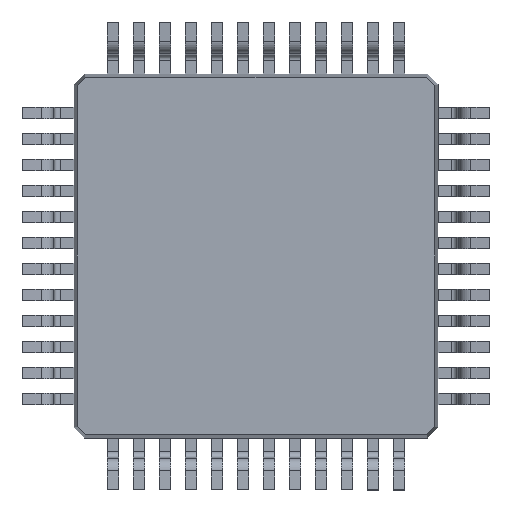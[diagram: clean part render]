
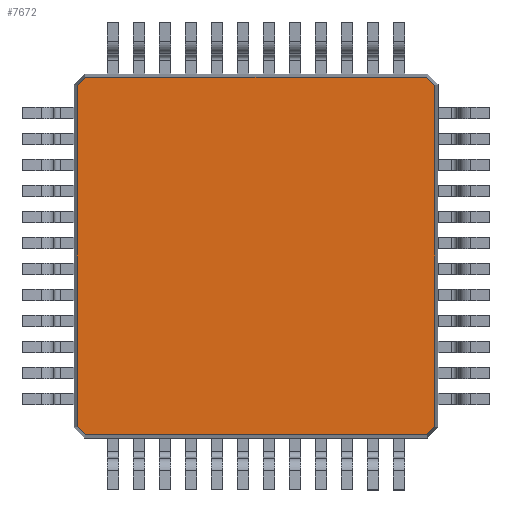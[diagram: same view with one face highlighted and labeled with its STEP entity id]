
A CAD part, front view. The second image highlights one B-rep face of the part: STEP entity #7672.
In plain terms, the highlighted planar face has unit normal (0, -1, 0).
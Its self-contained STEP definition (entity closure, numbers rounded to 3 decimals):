
#309 = ORIENTED_EDGE ( 'NONE', *, *, #14739, .T. ) ;
#478 = CARTESIAN_POINT ( 'NONE',  ( 3.442, -0.732, -3.3 ) ) ;
#742 = LINE ( 'NONE', #17236, #7850 ) ;
#993 = VECTOR ( 'NONE', #4328, 1000. ) ;
#1484 = LINE ( 'NONE', #3796, #16480 ) ;
#1826 = EDGE_CURVE ( 'NONE', #16286, #6364, #15454, .T. ) ;
#2168 = AXIS2_PLACEMENT_3D ( 'NONE', #2445, #3901, #17355 ) ;
#2308 = LINE ( 'NONE', #4225, #7080 ) ;
#2445 = CARTESIAN_POINT ( 'NONE',  ( 0., -0.732, 0. ) ) ;
#2472 = EDGE_CURVE ( 'NONE', #6865, #16334, #1484, .T. ) ;
#3203 = VERTEX_POINT ( 'NONE', #15566 ) ;
#3796 = CARTESIAN_POINT ( 'NONE',  ( 3.259, -0.732, -3.459 ) ) ;
#3850 = DIRECTION ( 'NONE',  ( 0.707, 0., -0.707 ) ) ;
#3901 = DIRECTION ( 'NONE',  ( 0., -1., 0. ) ) ;
#3960 = VERTEX_POINT ( 'NONE', #11626 ) ;
#3993 = EDGE_CURVE ( 'NONE', #3960, #16286, #13016, .T. ) ;
#4225 = CARTESIAN_POINT ( 'NONE',  ( 3.459, -0.732, 3.259 ) ) ;
#4328 = DIRECTION ( 'NONE',  ( 0., 0., -1. ) ) ;
#4696 = LINE ( 'NONE', #18965, #8897 ) ;
#5586 = ORIENTED_EDGE ( 'NONE', *, *, #7453, .T. ) ;
#6364 = VERTEX_POINT ( 'NONE', #10001 ) ;
#6698 = EDGE_CURVE ( 'NONE', #16334, #3203, #16539, .T. ) ;
#6865 = VERTEX_POINT ( 'NONE', #20545 ) ;
#7023 = VERTEX_POINT ( 'NONE', #10124 ) ;
#7070 = VECTOR ( 'NONE', #15925, 1000. ) ;
#7080 = VECTOR ( 'NONE', #9804, 1000. ) ;
#7453 = EDGE_CURVE ( 'NONE', #6364, #7023, #742, .T. ) ;
#7672 = ADVANCED_FACE ( 'NONE', ( #13566 ), #15518, .T. ) ;
#7850 = VECTOR ( 'NONE', #3850, 1000. ) ;
#7857 = LINE ( 'NONE', #14084, #7070 ) ;
#8084 = VERTEX_POINT ( 'NONE', #11034 ) ;
#8631 = CARTESIAN_POINT ( 'NONE',  ( -3.442, -0.732, 3.276 ) ) ;
#8830 = VECTOR ( 'NONE', #19870, 1000. ) ;
#8897 = VECTOR ( 'NONE', #18812, 1000. ) ;
#9804 = DIRECTION ( 'NONE',  ( -0.707, 0., 0.707 ) ) ;
#9838 = ORIENTED_EDGE ( 'NONE', *, *, #12824, .T. ) ;
#10001 = CARTESIAN_POINT ( 'NONE',  ( -3.442, -0.732, -3.276 ) ) ;
#10064 = ORIENTED_EDGE ( 'NONE', *, *, #1826, .T. ) ;
#10124 = CARTESIAN_POINT ( 'NONE',  ( -3.276, -0.732, -3.442 ) ) ;
#10302 = ORIENTED_EDGE ( 'NONE', *, *, #3993, .T. ) ;
#11034 = CARTESIAN_POINT ( 'NONE',  ( 3.276, -0.732, 3.442 ) ) ;
#11626 = CARTESIAN_POINT ( 'NONE',  ( -3.276, -0.732, 3.442 ) ) ;
#11898 = EDGE_LOOP ( 'NONE', ( #9838, #309, #10302, #10064, #5586, #19616, #17146, #19504 ) ) ;
#12615 = CARTESIAN_POINT ( 'NONE',  ( -3.442, -0.732, 3.3 ) ) ;
#12824 = EDGE_CURVE ( 'NONE', #3203, #8084, #2308, .T. ) ;
#13016 = LINE ( 'NONE', #14834, #8830 ) ;
#13566 = FACE_OUTER_BOUND ( 'NONE', #11898, .T. ) ;
#14084 = CARTESIAN_POINT ( 'NONE',  ( 3.3, -0.732, 3.442 ) ) ;
#14732 = EDGE_CURVE ( 'NONE', #7023, #6865, #4696, .T. ) ;
#14739 = EDGE_CURVE ( 'NONE', #8084, #3960, #7857, .T. ) ;
#14834 = CARTESIAN_POINT ( 'NONE',  ( -3.259, -0.732, 3.459 ) ) ;
#15454 = LINE ( 'NONE', #12615, #993 ) ;
#15518 = PLANE ( 'NONE',  #2168 ) ;
#15566 = CARTESIAN_POINT ( 'NONE',  ( 3.442, -0.732, 3.276 ) ) ;
#15925 = DIRECTION ( 'NONE',  ( -1., 0., 0. ) ) ;
#16286 = VERTEX_POINT ( 'NONE', #8631 ) ;
#16334 = VERTEX_POINT ( 'NONE', #17297 ) ;
#16480 = VECTOR ( 'NONE', #19115, 1000. ) ;
#16539 = LINE ( 'NONE', #478, #21252 ) ;
#17146 = ORIENTED_EDGE ( 'NONE', *, *, #2472, .T. ) ;
#17236 = CARTESIAN_POINT ( 'NONE',  ( -3.459, -0.732, -3.259 ) ) ;
#17297 = CARTESIAN_POINT ( 'NONE',  ( 3.442, -0.732, -3.276 ) ) ;
#17355 = DIRECTION ( 'NONE',  ( 0., 0., -1. ) ) ;
#18812 = DIRECTION ( 'NONE',  ( 1., 0., 0. ) ) ;
#18931 = DIRECTION ( 'NONE',  ( 0., 0., 1. ) ) ;
#18965 = CARTESIAN_POINT ( 'NONE',  ( -3.3, -0.732, -3.442 ) ) ;
#19115 = DIRECTION ( 'NONE',  ( 0.707, 0., 0.707 ) ) ;
#19504 = ORIENTED_EDGE ( 'NONE', *, *, #6698, .T. ) ;
#19616 = ORIENTED_EDGE ( 'NONE', *, *, #14732, .T. ) ;
#19870 = DIRECTION ( 'NONE',  ( -0.707, 0., -0.707 ) ) ;
#20545 = CARTESIAN_POINT ( 'NONE',  ( 3.276, -0.732, -3.442 ) ) ;
#21252 = VECTOR ( 'NONE', #18931, 1000. ) ;
